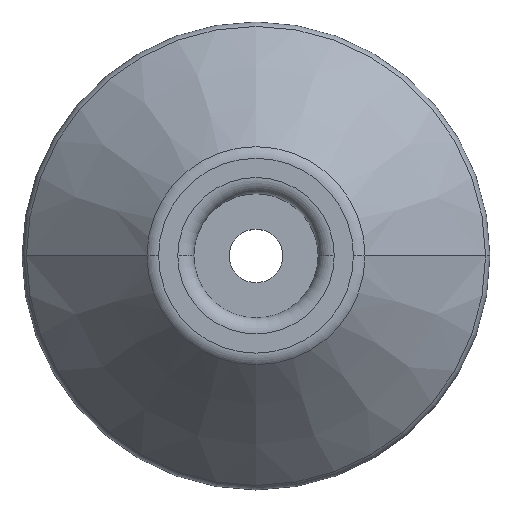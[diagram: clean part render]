
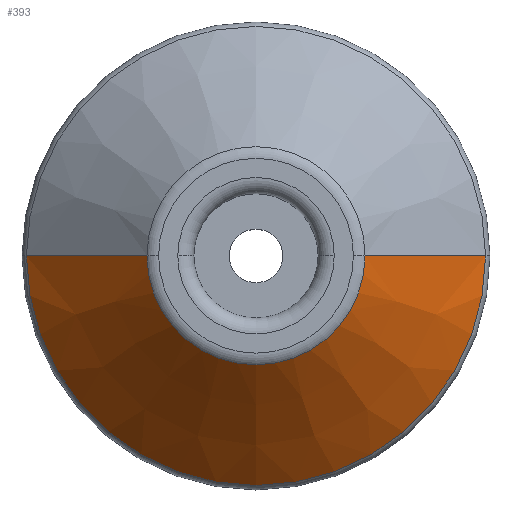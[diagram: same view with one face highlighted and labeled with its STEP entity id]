
A CAD part, top view. The second image highlights one B-rep face of the part: STEP entity #393.
In plain terms, the highlighted conical face has half-angle 43.561 degrees and reference radius 0 mm.
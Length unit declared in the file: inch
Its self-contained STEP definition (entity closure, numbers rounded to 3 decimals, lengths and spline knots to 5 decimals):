
#267=CARTESIAN_POINT('Vertex',(0.40774,0.,0.65035)) ;
#274=CARTESIAN_POINT('Vertex',(-0.40774,0.,0.65035)) ;
#294=CARTESIAN_POINT('Axis2P3D Location',(0.,0.,0.65035)) ;
#363=CARTESIAN_POINT('Axis2P3D Location',(0.,0.,1.0791)) ;
#368=CARTESIAN_POINT('Axis2P3D Location',(0.,0.,0.17637)) ;
#372=CARTESIAN_POINT('Vertex',(-0.85848,0.,0.17637)) ;
#374=CARTESIAN_POINT('Vertex',(0.85848,0.,0.17637)) ;
#377=CARTESIAN_POINT('Line Origine',(0.6325,0.,0.414)) ;
#382=CARTESIAN_POINT('Line Origine',(-0.6325,0.,0.414)) ;
#295=DIRECTION('Axis2P3D Direction',(0.,0.,0.039)) ;
#364=DIRECTION('Axis2P3D Direction',(0.,0.,-0.039)) ;
#365=DIRECTION('Axis2P3D XDirection',(-0.039,0.002,0.)) ;
#369=DIRECTION('Axis2P3D Direction',(0.,0.,0.039)) ;
#378=DIRECTION('Vector Direction',(0.027,0.,-0.029)) ;
#383=DIRECTION('Vector Direction',(-0.027,0.,-0.029)) ;
#296=AXIS2_PLACEMENT_3D('Circle Axis2P3D',#294,#295,$) ;
#366=AXIS2_PLACEMENT_3D('Cone Axis2P3D',#363,#364,#365) ;
#370=AXIS2_PLACEMENT_3D('Circle Axis2P3D',#368,#369,$) ;
#388=ORIENTED_EDGE('',*,*,#376,.T.) ;
#389=ORIENTED_EDGE('',*,*,#381,.F.) ;
#390=ORIENTED_EDGE('',*,*,#298,.F.) ;
#391=ORIENTED_EDGE('',*,*,#386,.T.) ;
#379=VECTOR('Line Direction',#378,0.03937) ;
#384=VECTOR('Line Direction',#383,0.03937) ;
#393=ADVANCED_FACE('MASTER MODEL',(#392),#367,.T.) ;
#297=CIRCLE('generated circle',#296,0.40774) ;
#371=CIRCLE('generated circle',#370,0.85848) ;
#367=CONICAL_SURFACE('Cone',#366,0.,0.76) ;
#298=EDGE_CURVE('',#275,#268,#297,.T.) ;
#376=EDGE_CURVE('',#373,#375,#371,.T.) ;
#381=EDGE_CURVE('',#268,#375,#380,.T.) ;
#386=EDGE_CURVE('',#275,#373,#385,.T.) ;
#387=EDGE_LOOP('',(#388,#389,#390,#391)) ;
#392=FACE_OUTER_BOUND('',#387,.T.) ;
#380=LINE('Line',#377,#379) ;
#385=LINE('Line',#382,#384) ;
#268=VERTEX_POINT('',#267) ;
#275=VERTEX_POINT('',#274) ;
#373=VERTEX_POINT('',#372) ;
#375=VERTEX_POINT('',#374) ;
